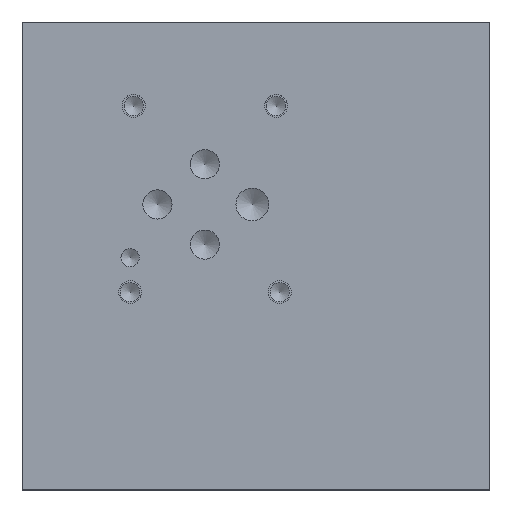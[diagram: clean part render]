
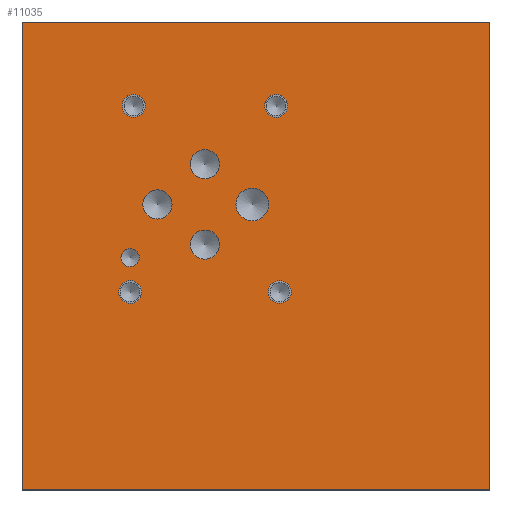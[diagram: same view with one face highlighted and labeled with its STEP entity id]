
A CAD part, top view. The second image highlights one B-rep face of the part: STEP entity #11035.
In plain terms, the highlighted planar face has unit normal (0, 0, 1).
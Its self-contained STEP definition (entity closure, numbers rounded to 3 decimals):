
#288=CIRCLE('',#11617,3.569);
#289=CIRCLE('',#11618,3.569);
#292=CIRCLE('',#11623,3.175);
#293=CIRCLE('',#11624,3.175);
#296=CIRCLE('',#11629,3.175);
#297=CIRCLE('',#11630,3.175);
#300=CIRCLE('',#11635,3.175);
#301=CIRCLE('',#11636,3.175);
#304=CIRCLE('',#11641,1.981);
#305=CIRCLE('',#11642,1.981);
#311=CIRCLE('',#11651,2.502);
#312=CIRCLE('',#11652,2.502);
#318=CIRCLE('',#11662,2.502);
#319=CIRCLE('',#11663,2.502);
#325=CIRCLE('',#11673,2.502);
#326=CIRCLE('',#11674,2.502);
#332=CIRCLE('',#11684,2.502);
#333=CIRCLE('',#11685,2.502);
#405=FACE_BOUND('',#2041,.T.);
#406=FACE_BOUND('',#2042,.T.);
#407=FACE_BOUND('',#2043,.T.);
#408=FACE_BOUND('',#2044,.T.);
#409=FACE_BOUND('',#2045,.T.);
#410=FACE_BOUND('',#2046,.T.);
#411=FACE_BOUND('',#2047,.T.);
#412=FACE_BOUND('',#2048,.T.);
#413=FACE_BOUND('',#2049,.T.);
#1406=FACE_OUTER_BOUND('',#2040,.T.);
#2040=EDGE_LOOP('',(#9700,#9701,#9702,#9703));
#2041=EDGE_LOOP('',(#9704,#9705));
#2042=EDGE_LOOP('',(#9706,#9707));
#2043=EDGE_LOOP('',(#9708,#9709));
#2044=EDGE_LOOP('',(#9710,#9711));
#2045=EDGE_LOOP('',(#9712,#9713));
#2046=EDGE_LOOP('',(#9714,#9715));
#2047=EDGE_LOOP('',(#9716,#9717));
#2048=EDGE_LOOP('',(#9718,#9719));
#2049=EDGE_LOOP('',(#9720,#9721));
#2396=LINE('',#16455,#3415);
#2821=LINE('',#17630,#3840);
#2879=LINE('',#17901,#3898);
#3069=LINE('',#19031,#4088);
#3415=VECTOR('',#12226,10.);
#3840=VECTOR('',#12955,10.);
#3898=VECTOR('',#13067,10.);
#4088=VECTOR('',#13989,10.);
#4457=VERTEX_POINT('',#16452);
#4458=VERTEX_POINT('',#16454);
#4776=VERTEX_POINT('',#17628);
#4834=VERTEX_POINT('',#17900);
#5082=VERTEX_POINT('',#18883);
#5083=VERTEX_POINT('',#18884);
#5087=VERTEX_POINT('',#18896);
#5088=VERTEX_POINT('',#18897);
#5092=VERTEX_POINT('',#18909);
#5093=VERTEX_POINT('',#18910);
#5097=VERTEX_POINT('',#18922);
#5098=VERTEX_POINT('',#18923);
#5102=VERTEX_POINT('',#18935);
#5103=VERTEX_POINT('',#18936);
#5110=VERTEX_POINT('',#18955);
#5111=VERTEX_POINT('',#18956);
#5118=VERTEX_POINT('',#18977);
#5119=VERTEX_POINT('',#18978);
#5126=VERTEX_POINT('',#18999);
#5127=VERTEX_POINT('',#19000);
#5134=VERTEX_POINT('',#19021);
#5135=VERTEX_POINT('',#19022);
#5687=EDGE_CURVE('',#4458,#4457,#2396,.T.);
#6154=EDGE_CURVE('',#4457,#4776,#2821,.T.);
#6236=EDGE_CURVE('',#4834,#4458,#2879,.T.);
#6597=EDGE_CURVE('',#5082,#5083,#288,.T.);
#6598=EDGE_CURVE('',#5083,#5082,#289,.T.);
#6603=EDGE_CURVE('',#5087,#5088,#292,.T.);
#6604=EDGE_CURVE('',#5088,#5087,#293,.T.);
#6609=EDGE_CURVE('',#5092,#5093,#296,.T.);
#6610=EDGE_CURVE('',#5093,#5092,#297,.T.);
#6615=EDGE_CURVE('',#5097,#5098,#300,.T.);
#6616=EDGE_CURVE('',#5098,#5097,#301,.T.);
#6621=EDGE_CURVE('',#5102,#5103,#304,.T.);
#6622=EDGE_CURVE('',#5103,#5102,#305,.T.);
#6630=EDGE_CURVE('',#5110,#5111,#311,.T.);
#6631=EDGE_CURVE('',#5111,#5110,#312,.T.);
#6640=EDGE_CURVE('',#5118,#5119,#318,.T.);
#6641=EDGE_CURVE('',#5119,#5118,#319,.T.);
#6650=EDGE_CURVE('',#5126,#5127,#325,.T.);
#6651=EDGE_CURVE('',#5127,#5126,#326,.T.);
#6660=EDGE_CURVE('',#5134,#5135,#332,.T.);
#6661=EDGE_CURVE('',#5135,#5134,#333,.T.);
#6665=EDGE_CURVE('',#4776,#4834,#3069,.T.);
#9700=ORIENTED_EDGE('',*,*,#5687,.T.);
#9701=ORIENTED_EDGE('',*,*,#6154,.T.);
#9702=ORIENTED_EDGE('',*,*,#6665,.T.);
#9703=ORIENTED_EDGE('',*,*,#6236,.T.);
#9704=ORIENTED_EDGE('',*,*,#6597,.T.);
#9705=ORIENTED_EDGE('',*,*,#6598,.T.);
#9706=ORIENTED_EDGE('',*,*,#6603,.T.);
#9707=ORIENTED_EDGE('',*,*,#6604,.T.);
#9708=ORIENTED_EDGE('',*,*,#6609,.T.);
#9709=ORIENTED_EDGE('',*,*,#6610,.T.);
#9710=ORIENTED_EDGE('',*,*,#6615,.T.);
#9711=ORIENTED_EDGE('',*,*,#6616,.T.);
#9712=ORIENTED_EDGE('',*,*,#6621,.T.);
#9713=ORIENTED_EDGE('',*,*,#6622,.T.);
#9714=ORIENTED_EDGE('',*,*,#6630,.T.);
#9715=ORIENTED_EDGE('',*,*,#6631,.T.);
#9716=ORIENTED_EDGE('',*,*,#6640,.T.);
#9717=ORIENTED_EDGE('',*,*,#6641,.T.);
#9718=ORIENTED_EDGE('',*,*,#6650,.T.);
#9719=ORIENTED_EDGE('',*,*,#6651,.T.);
#9720=ORIENTED_EDGE('',*,*,#6660,.T.);
#9721=ORIENTED_EDGE('',*,*,#6661,.T.);
#10047=PLANE('',#11691);
#11035=ADVANCED_FACE('',(#1406,#405,#406,#407,#408,#409,#410,#411,#412,
#413),#10047,.T.);
#11617=AXIS2_PLACEMENT_3D('',#18885,#13823,#13824);
#11618=AXIS2_PLACEMENT_3D('',#18886,#13825,#13826);
#11623=AXIS2_PLACEMENT_3D('',#18898,#13837,#13838);
#11624=AXIS2_PLACEMENT_3D('',#18899,#13839,#13840);
#11629=AXIS2_PLACEMENT_3D('',#18911,#13851,#13852);
#11630=AXIS2_PLACEMENT_3D('',#18912,#13853,#13854);
#11635=AXIS2_PLACEMENT_3D('',#18924,#13865,#13866);
#11636=AXIS2_PLACEMENT_3D('',#18925,#13867,#13868);
#11641=AXIS2_PLACEMENT_3D('',#18937,#13879,#13880);
#11642=AXIS2_PLACEMENT_3D('',#18938,#13881,#13882);
#11651=AXIS2_PLACEMENT_3D('',#18957,#13901,#13902);
#11652=AXIS2_PLACEMENT_3D('',#18958,#13903,#13904);
#11662=AXIS2_PLACEMENT_3D('',#18979,#13926,#13927);
#11663=AXIS2_PLACEMENT_3D('',#18980,#13928,#13929);
#11673=AXIS2_PLACEMENT_3D('',#19001,#13951,#13952);
#11674=AXIS2_PLACEMENT_3D('',#19002,#13953,#13954);
#11684=AXIS2_PLACEMENT_3D('',#19023,#13976,#13977);
#11685=AXIS2_PLACEMENT_3D('',#19024,#13978,#13979);
#11691=AXIS2_PLACEMENT_3D('',#19034,#13994,#13995);
#12226=DIRECTION('',(1.,0.,0.));
#12955=DIRECTION('',(0.,1.,0.));
#13067=DIRECTION('',(0.,-1.,0.));
#13823=DIRECTION('center_axis',(0.,0.,-1.));
#13824=DIRECTION('ref_axis',(1.,0.,0.));
#13825=DIRECTION('center_axis',(0.,0.,-1.));
#13826=DIRECTION('ref_axis',(1.,0.,0.));
#13837=DIRECTION('center_axis',(0.,0.,-1.));
#13838=DIRECTION('ref_axis',(1.,0.,0.));
#13839=DIRECTION('center_axis',(0.,0.,-1.));
#13840=DIRECTION('ref_axis',(1.,0.,0.));
#13851=DIRECTION('center_axis',(0.,0.,-1.));
#13852=DIRECTION('ref_axis',(1.,0.,0.));
#13853=DIRECTION('center_axis',(0.,0.,-1.));
#13854=DIRECTION('ref_axis',(1.,0.,0.));
#13865=DIRECTION('center_axis',(0.,0.,-1.));
#13866=DIRECTION('ref_axis',(1.,0.,0.));
#13867=DIRECTION('center_axis',(0.,0.,-1.));
#13868=DIRECTION('ref_axis',(1.,0.,0.));
#13879=DIRECTION('center_axis',(0.,0.,-1.));
#13880=DIRECTION('ref_axis',(1.,0.,0.));
#13881=DIRECTION('center_axis',(0.,0.,-1.));
#13882=DIRECTION('ref_axis',(1.,0.,0.));
#13901=DIRECTION('center_axis',(0.,0.,-1.));
#13902=DIRECTION('ref_axis',(1.,0.,0.));
#13903=DIRECTION('center_axis',(0.,0.,-1.));
#13904=DIRECTION('ref_axis',(1.,0.,0.));
#13926=DIRECTION('center_axis',(0.,0.,-1.));
#13927=DIRECTION('ref_axis',(1.,0.,0.));
#13928=DIRECTION('center_axis',(0.,0.,-1.));
#13929=DIRECTION('ref_axis',(1.,0.,0.));
#13951=DIRECTION('center_axis',(0.,0.,-1.));
#13952=DIRECTION('ref_axis',(1.,0.,0.));
#13953=DIRECTION('center_axis',(0.,0.,-1.));
#13954=DIRECTION('ref_axis',(1.,0.,0.));
#13976=DIRECTION('center_axis',(0.,0.,-1.));
#13977=DIRECTION('ref_axis',(1.,0.,0.));
#13978=DIRECTION('center_axis',(0.,0.,-1.));
#13979=DIRECTION('ref_axis',(1.,0.,0.));
#13989=DIRECTION('',(-1.,0.,0.));
#13994=DIRECTION('center_axis',(0.,0.,1.));
#13995=DIRECTION('ref_axis',(1.,0.,0.));
#16452=CARTESIAN_POINT('',(101.6,0.,101.6));
#16454=CARTESIAN_POINT('',(0.,0.,101.6));
#16455=CARTESIAN_POINT('',(0.,0.,101.6));
#17628=CARTESIAN_POINT('',(101.6,101.6,101.6));
#17630=CARTESIAN_POINT('',(101.6,0.,101.6));
#17900=CARTESIAN_POINT('',(0.,101.6,101.6));
#17901=CARTESIAN_POINT('',(0.,101.6,101.6));
#18883=CARTESIAN_POINT('',(53.581,61.925,101.6));
#18884=CARTESIAN_POINT('',(46.444,61.925,101.6));
#18885=CARTESIAN_POINT('Origin',(50.013,61.925,101.6));
#18886=CARTESIAN_POINT('Origin',(50.013,61.925,101.6));
#18896=CARTESIAN_POINT('',(42.85,70.663,101.6));
#18897=CARTESIAN_POINT('',(36.5,70.663,101.6));
#18898=CARTESIAN_POINT('Origin',(39.675,70.663,101.6));
#18899=CARTESIAN_POINT('Origin',(39.675,70.663,101.6));
#18909=CARTESIAN_POINT('',(32.537,61.925,101.6));
#18910=CARTESIAN_POINT('',(26.187,61.925,101.6));
#18911=CARTESIAN_POINT('Origin',(29.362,61.925,101.6));
#18912=CARTESIAN_POINT('Origin',(29.362,61.925,101.6));
#18922=CARTESIAN_POINT('',(42.85,53.188,101.6));
#18923=CARTESIAN_POINT('',(36.5,53.188,101.6));
#18924=CARTESIAN_POINT('Origin',(39.675,53.188,101.6));
#18925=CARTESIAN_POINT('Origin',(39.675,53.188,101.6));
#18935=CARTESIAN_POINT('',(25.4,50.368,101.6));
#18936=CARTESIAN_POINT('',(21.438,50.368,101.6));
#18937=CARTESIAN_POINT('Origin',(23.419,50.368,101.6));
#18938=CARTESIAN_POINT('Origin',(23.419,50.368,101.6));
#18955=CARTESIAN_POINT('',(58.458,42.875,101.6));
#18956=CARTESIAN_POINT('',(53.454,42.875,101.6));
#18957=CARTESIAN_POINT('Origin',(55.956,42.875,101.6));
#18958=CARTESIAN_POINT('Origin',(55.956,42.875,101.6));
#18977=CARTESIAN_POINT('',(26.708,83.363,101.6));
#18978=CARTESIAN_POINT('',(21.704,83.363,101.6));
#18979=CARTESIAN_POINT('Origin',(24.206,83.363,101.6));
#18980=CARTESIAN_POINT('Origin',(24.206,83.363,101.6));
#18999=CARTESIAN_POINT('',(57.671,83.363,101.6));
#19000=CARTESIAN_POINT('',(52.667,83.363,101.6));
#19001=CARTESIAN_POINT('Origin',(55.169,83.363,101.6));
#19002=CARTESIAN_POINT('Origin',(55.169,83.363,101.6));
#19021=CARTESIAN_POINT('',(25.921,42.875,101.6));
#19022=CARTESIAN_POINT('',(20.917,42.875,101.6));
#19023=CARTESIAN_POINT('Origin',(23.419,42.875,101.6));
#19024=CARTESIAN_POINT('Origin',(23.419,42.875,101.6));
#19031=CARTESIAN_POINT('',(101.6,101.6,101.6));
#19034=CARTESIAN_POINT('Origin',(50.8,50.8,101.6));
